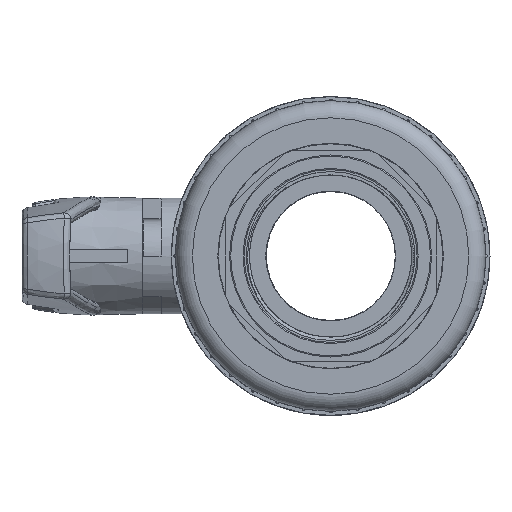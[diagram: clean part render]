
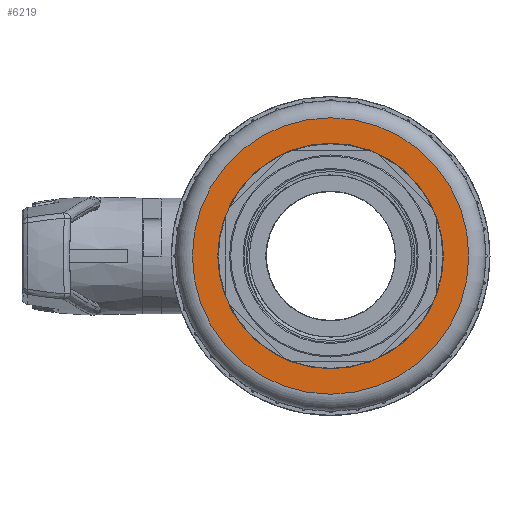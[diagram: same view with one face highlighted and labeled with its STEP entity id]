
A CAD part, left-side view. The second image highlights one B-rep face of the part: STEP entity #6219.
In plain terms, the highlighted planar face has unit normal (-1, 0, 0).
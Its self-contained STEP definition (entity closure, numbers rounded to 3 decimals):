
#6219=ADVANCED_FACE('',(#7399,#7400),#6972,.F.);
#6972=PLANE('',#21288);
#7399=FACE_BOUND('',#8476,.T.);
#7400=FACE_BOUND('',#8477,.T.);
#8476=EDGE_LOOP('',(#13245));
#8477=EDGE_LOOP('',(#13246));
#13245=ORIENTED_EDGE('',*,*,#18658,.T.);
#13246=ORIENTED_EDGE('',*,*,#18659,.T.);
#16032=VERTEX_POINT('',#52069);
#16033=VERTEX_POINT('',#52071);
#18658=EDGE_CURVE('',#16032,#16032,#19788,.T.);
#18659=EDGE_CURVE('',#16033,#16033,#19789,.T.);
#19788=CIRCLE('',#21286,61.56);
#19789=CIRCLE('',#21287,50.25);
#21286=AXIS2_PLACEMENT_3D('',#52068,#25640,#25641);
#21287=AXIS2_PLACEMENT_3D('',#52070,#25642,#25643);
#21288=AXIS2_PLACEMENT_3D('',#52072,#25644,#25645);
#25640=DIRECTION('',(-1.,0.,0.));
#25641=DIRECTION('',(0.,1.,0.));
#25642=DIRECTION('',(1.,0.,0.));
#25643=DIRECTION('',(0.,1.,0.));
#25644=DIRECTION('',(1.,0.,0.));
#25645=DIRECTION('',(0.,-1.,0.));
#52068=CARTESIAN_POINT('',(152.863,-1.25,0.));
#52069=CARTESIAN_POINT('',(152.863,60.31,0.));
#52070=CARTESIAN_POINT('',(152.863,-1.25,0.));
#52071=CARTESIAN_POINT('',(152.863,49.,0.));
#52072=CARTESIAN_POINT('',(152.863,67.863,0.));
